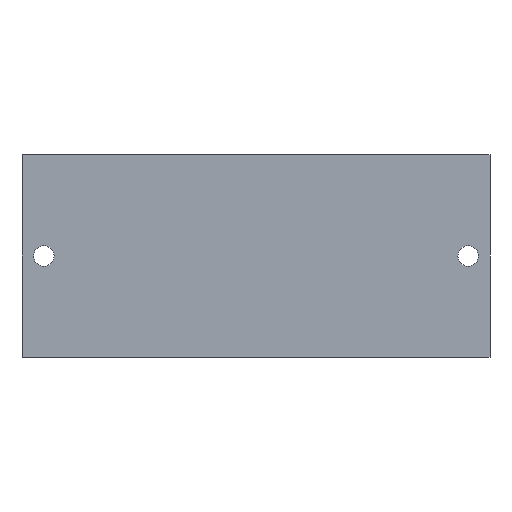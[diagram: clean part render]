
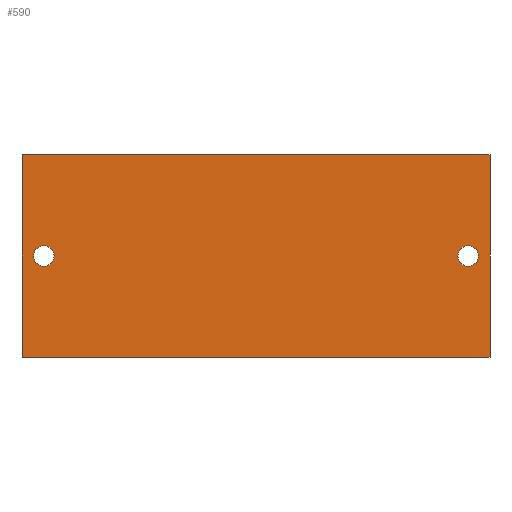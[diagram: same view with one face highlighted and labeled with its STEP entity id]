
A CAD part, front view. The second image highlights one B-rep face of the part: STEP entity #590.
In plain terms, the highlighted planar face has unit normal (0, -1, 0).
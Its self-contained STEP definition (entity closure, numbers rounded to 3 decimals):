
#15=LINE('',#983,#39);
#35=LINE('',#1022,#59);
#36=LINE('',#1024,#60);
#37=LINE('',#1025,#61);
#39=VECTOR('',#827,65.);
#59=VECTOR('',#859,65.);
#60=VECTOR('',#862,150.);
#61=VECTOR('',#863,150.);
#76=PLANE('',#675);
#125=FACE_BOUND('',#248,.T.);
#126=FACE_BOUND('',#249,.T.);
#127=FACE_BOUND('',#250,.T.);
#248=EDGE_LOOP('',(#504));
#249=EDGE_LOOP('',(#505));
#250=EDGE_LOOP('',(#506,#507,#508,#509));
#267=CIRCLE('',#610,3.3);
#269=CIRCLE('',#613,3.3);
#304=VERTEX_POINT('',#890);
#306=VERTEX_POINT('',#895);
#334=VERTEX_POINT('',#979);
#336=VERTEX_POINT('',#982);
#348=VERTEX_POINT('',#1018);
#349=VERTEX_POINT('',#1020);
#357=EDGE_CURVE('',#304,#304,#267,.T.);
#359=EDGE_CURVE('',#306,#306,#269,.T.);
#388=EDGE_CURVE('',#334,#336,#15,.T.);
#408=EDGE_CURVE('',#348,#349,#35,.T.);
#409=EDGE_CURVE('',#348,#334,#36,.T.);
#410=EDGE_CURVE('',#336,#349,#37,.T.);
#504=ORIENTED_EDGE('',*,*,#357,.T.);
#505=ORIENTED_EDGE('',*,*,#359,.T.);
#506=ORIENTED_EDGE('',*,*,#409,.F.);
#507=ORIENTED_EDGE('',*,*,#408,.T.);
#508=ORIENTED_EDGE('',*,*,#410,.F.);
#509=ORIENTED_EDGE('',*,*,#388,.F.);
#590=ADVANCED_FACE('',(#125,#126,#127),#76,.T.);
#610=AXIS2_PLACEMENT_3D('',#891,#708,#709);
#613=AXIS2_PLACEMENT_3D('',#896,#714,#715);
#675=AXIS2_PLACEMENT_3D('',#1023,#860,#861);
#708=DIRECTION('center_axis',(0.,1.,0.));
#709=DIRECTION('ref_axis',(1.,0.,0.));
#714=DIRECTION('center_axis',(0.,1.,0.));
#715=DIRECTION('ref_axis',(1.,0.,0.));
#827=DIRECTION('',(0.,0.,-1.));
#859=DIRECTION('',(0.,0.,-1.));
#860=DIRECTION('center_axis',(0.,-1.,0.));
#861=DIRECTION('ref_axis',(-1.,0.,0.));
#862=DIRECTION('',(1.,0.,0.));
#863=DIRECTION('',(-1.,0.,0.));
#890=CARTESIAN_POINT('',(-71.3,0.,-32.5));
#891=CARTESIAN_POINT('Origin',(-68.,0.,-32.5));
#895=CARTESIAN_POINT('',(64.7,0.,-32.5));
#896=CARTESIAN_POINT('Origin',(68.,0.,-32.5));
#979=CARTESIAN_POINT('',(75.,0.,0.));
#982=CARTESIAN_POINT('',(75.,0.,-65.));
#983=CARTESIAN_POINT('',(75.,0.,0.));
#1018=CARTESIAN_POINT('',(-75.,0.,0.));
#1020=CARTESIAN_POINT('',(-75.,0.,-65.));
#1022=CARTESIAN_POINT('',(-75.,0.,0.));
#1023=CARTESIAN_POINT('Origin',(75.,0.,0.));
#1024=CARTESIAN_POINT('',(-75.,0.,0.));
#1025=CARTESIAN_POINT('',(-75.,0.,-65.));
